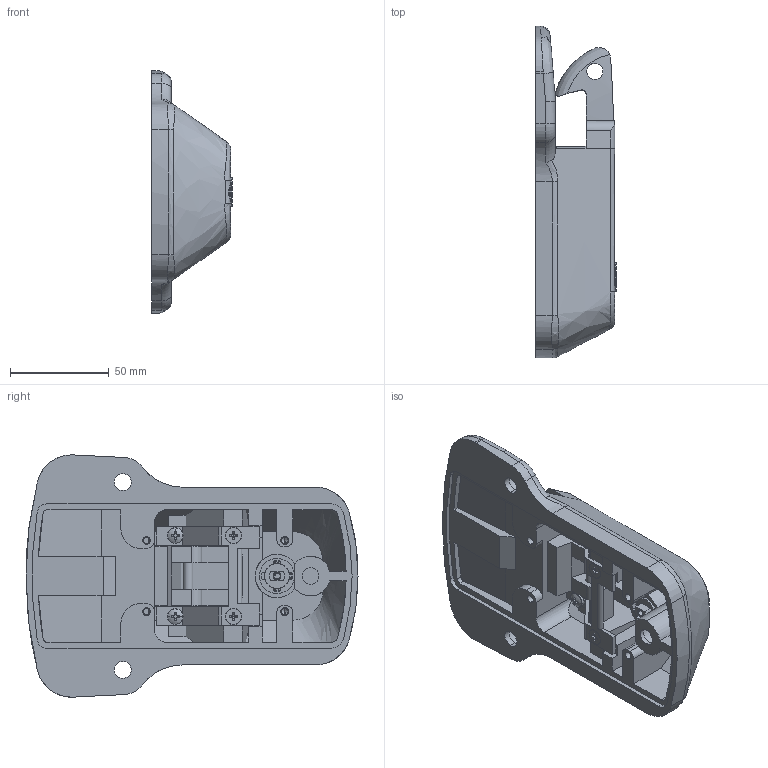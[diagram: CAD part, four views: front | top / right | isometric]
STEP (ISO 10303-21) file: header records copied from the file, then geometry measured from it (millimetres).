
FILE_DESCRIPTION (( 'STEP AP203' ), '1' );
FILE_NAME ('sone3D.STEP', '2013-05-28T09:55:30', ( '' ), ( '' ), 'SwSTEP 2.0', 'SolidWorks 2012', '' );
FILE_SCHEMA (( 'CONFIG_CONTROL_DESIGN' ));
Length unit declared in the file: millimetre
Products named in the file (15): sone3D; T0230ローター_公; ストップタンブラー; T0230キャップ_公; シャッター; 補強板; T0230儘乕僞乕僾儔僌_岞; FA-810-C-3價僗僉儍僢僾_; 十字穴付なべねじM4（平W・SW付）_M4×8; スプリングワッシャーM4_JIS B 1251 No.2 4; 廫帤寠晅側傋偹偠M4_M4亊8; 廫帤寠晅嶮彫偹偠M4_M4亊8; FA-810-C-3僶僱墴偊斅_; FA-810-C-3カマ_; FA-810-C-3本体_
Assembly tree (16 placements, depth 3):
  sone3D
    FA-810-C-3本体_
    FA-810-C-3カマ_
    FA-810-C-3僶僱墴偊斅_
    廫帤寠晅嶮彫偹偠M4_M4亊8  x2
    十字穴付なべねじM4（平W・SW付）_M4×8  x2
      廫帤寠晅側傋偹偠M4_M4亊8
      スプリングワッシャーM4_JIS B 1251 No.2 4
    FA-810-C-3價僗僉儍僢僾_
    T0230ローター_公
      T0230儘乕僞乕僾儔僌_岞
      補強板
      シャッター
      T0230キャップ_公
      ストップタンブラー
Bounding box: 40.88 x 168 x 122.58 mm (x, y, z)
Volume: 213684 mm3; surface area: 84838 mm2
Topology: 15 solids, 15 shells, 647 faces, 1705 edges, 1095 vertices
Faces by surface type: plane 334, cylinder 224, cone 44, bspline 27, torus 14, sphere 4
Entity records: 25147 total; most frequent: CARTESIAN_POINT 8942, ORIENTED_EDGE 3082, DIRECTION 3021, EDGE_CURVE 1541, AXIS2_PLACEMENT_3D 1069, VERTEX_POINT 1002, LINE 883, VECTOR 883
